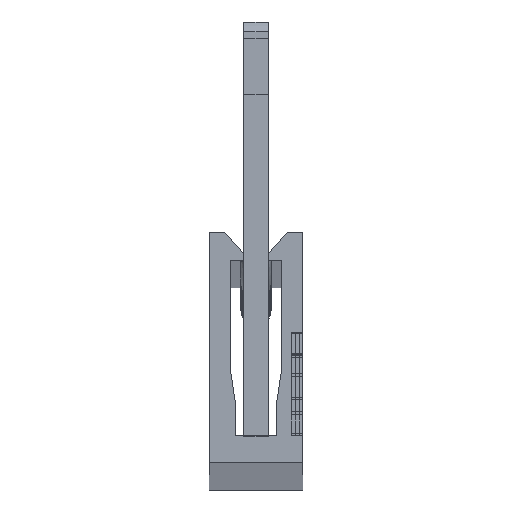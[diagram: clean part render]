
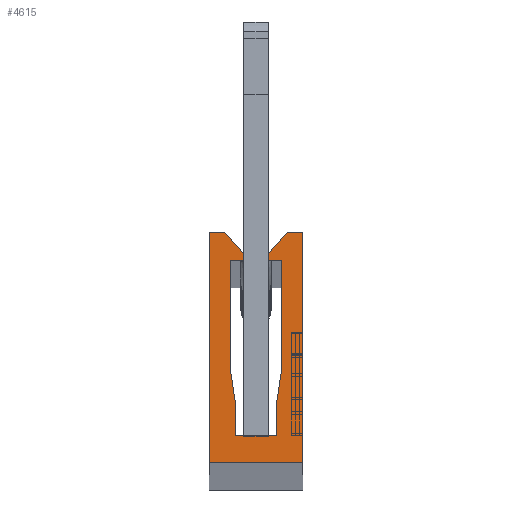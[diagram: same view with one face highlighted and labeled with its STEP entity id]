
A CAD part, top view. The second image highlights one B-rep face of the part: STEP entity #4615.
In plain terms, the highlighted planar face has unit normal (0, 0, 1).
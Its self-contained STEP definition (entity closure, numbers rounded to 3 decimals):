
#2803=DIRECTION('',(0.,1.,0.));
#2804=VECTOR('',#2803,6.7);
#2805=CARTESIAN_POINT('',(1.289,6.122,537.5));
#2806=LINE('',#2805,#2804);
#2817=DIRECTION('',(0.662,-0.749,0.));
#2818=VECTOR('',#2817,1.735);
#2819=CARTESIAN_POINT('',(0.94,14.522,537.5));
#2820=LINE('',#2819,#2818);
#2824=DIRECTION('',(0.146,-0.989,0.));
#2825=VECTOR('',#2824,2.049);
#2826=CARTESIAN_POINT('',(1.289,6.122,537.5));
#2827=LINE('',#2826,#2825);
#2831=DIRECTION('',(0.146,0.989,0.));
#2832=VECTOR('',#2831,2.049);
#2833=CARTESIAN_POINT('',(4.089,4.095,537.5));
#2834=LINE('',#2833,#2832);
#2838=DIRECTION('',(0.662,0.749,0.));
#2839=VECTOR('',#2838,1.735);
#2840=CARTESIAN_POINT('',(3.589,13.222,537.5));
#2841=LINE('',#2840,#2839);
#2852=DIRECTION('',(1.,0.,0.));
#2853=VECTOR('',#2852,5.7);
#2854=CARTESIAN_POINT('',(-0.011,0.522,537.5));
#2855=LINE('',#2854,#2853);
#2873=DIRECTION('',(0.,-1.,0.));
#2874=VECTOR('',#2873,14.);
#2875=CARTESIAN_POINT('',(-0.011,14.522,537.5));
#2876=LINE('',#2875,#2874);
#2894=DIRECTION('',(-1.,0.,0.));
#2895=VECTOR('',#2894,0.951);
#2896=CARTESIAN_POINT('',(0.94,14.522,537.5));
#2897=LINE('',#2896,#2895);
#2929=DIRECTION('',(0.,1.,0.));
#2930=VECTOR('',#2929,0.4);
#2931=CARTESIAN_POINT('',(2.089,12.822,537.5));
#2932=LINE('',#2931,#2930);
#2950=DIRECTION('',(1.,0.,0.));
#2951=VECTOR('',#2950,0.8);
#2952=CARTESIAN_POINT('',(1.289,12.822,537.5));
#2953=LINE('',#2952,#2951);
#3226=DIRECTION('',(0.,1.,0.));
#3227=VECTOR('',#3226,14.);
#3228=CARTESIAN_POINT('',(5.689,0.522,537.5));
#3229=LINE('',#3228,#3227);
#4048=DIRECTION('',(-1.,0.,0.));
#4049=VECTOR('',#4048,0.951);
#4050=CARTESIAN_POINT('',(5.689,14.522,537.5));
#4051=LINE('',#4050,#4049);
#4083=DIRECTION('',(0.,-1.,0.));
#4084=VECTOR('',#4083,0.4);
#4085=CARTESIAN_POINT('',(3.589,13.222,537.5));
#4086=LINE('',#4085,#4084);
#4104=DIRECTION('',(1.,0.,0.));
#4105=VECTOR('',#4104,0.8);
#4106=CARTESIAN_POINT('',(3.589,12.822,537.5));
#4107=LINE('',#4106,#4105);
#4125=DIRECTION('',(0.,-1.,0.));
#4126=VECTOR('',#4125,6.7);
#4127=CARTESIAN_POINT('',(4.389,12.822,537.5));
#4128=LINE('',#4127,#4126);
#4160=DIRECTION('',(0.,-1.,0.));
#4161=VECTOR('',#4160,1.973);
#4162=CARTESIAN_POINT('',(4.089,4.095,537.5));
#4163=LINE('',#4162,#4161);
#4181=DIRECTION('',(-1.,0.,0.));
#4182=VECTOR('',#4181,2.5);
#4183=CARTESIAN_POINT('',(4.089,2.122,537.5));
#4184=LINE('',#4183,#4182);
#4202=DIRECTION('',(0.,1.,0.));
#4203=VECTOR('',#4202,1.973);
#4204=CARTESIAN_POINT('',(1.589,2.122,537.5));
#4205=LINE('',#4204,#4203);
#4216=CARTESIAN_POINT('',(1.289,6.122,537.5));
#4217=CARTESIAN_POINT('',(1.589,4.095,537.5));
#4218=VERTEX_POINT('',#4216);
#4219=VERTEX_POINT('',#4217);
#4220=CARTESIAN_POINT('',(-0.011,0.522,537.5));
#4221=CARTESIAN_POINT('',(5.689,0.522,537.5));
#4222=VERTEX_POINT('',#4220);
#4223=VERTEX_POINT('',#4221);
#4224=CARTESIAN_POINT('',(-0.011,14.522,537.5));
#4225=VERTEX_POINT('',#4224);
#4226=CARTESIAN_POINT('',(0.94,14.522,537.5));
#4227=VERTEX_POINT('',#4226);
#4228=CARTESIAN_POINT('',(2.089,13.222,537.5));
#4229=VERTEX_POINT('',#4228);
#4230=CARTESIAN_POINT('',(2.089,12.822,537.5));
#4231=VERTEX_POINT('',#4230);
#4232=CARTESIAN_POINT('',(1.289,12.822,537.5));
#4233=VERTEX_POINT('',#4232);
#4234=CARTESIAN_POINT('',(1.589,2.122,537.5));
#4235=VERTEX_POINT('',#4234);
#4236=CARTESIAN_POINT('',(4.089,2.122,537.5));
#4237=VERTEX_POINT('',#4236);
#4238=CARTESIAN_POINT('',(4.089,4.095,537.5));
#4239=VERTEX_POINT('',#4238);
#4240=CARTESIAN_POINT('',(4.389,6.122,537.5));
#4241=VERTEX_POINT('',#4240);
#4242=CARTESIAN_POINT('',(4.389,12.822,537.5));
#4243=VERTEX_POINT('',#4242);
#4244=CARTESIAN_POINT('',(3.589,12.822,537.5));
#4245=VERTEX_POINT('',#4244);
#4246=CARTESIAN_POINT('',(3.589,13.222,537.5));
#4247=VERTEX_POINT('',#4246);
#4248=CARTESIAN_POINT('',(4.738,14.522,537.5));
#4249=VERTEX_POINT('',#4248);
#4250=CARTESIAN_POINT('',(5.689,14.522,537.5));
#4251=VERTEX_POINT('',#4250);
#4574=CARTESIAN_POINT('',(0.,0.,537.5));
#4575=DIRECTION('',(0.,0.,-1.));
#4576=DIRECTION('',(-1.,0.,0.));
#4577=AXIS2_PLACEMENT_3D('',#4574,#4575,#4576);
#4578=PLANE('',#4577);
#4580=ORIENTED_EDGE('',*,*,#4579,.F.);
#4582=ORIENTED_EDGE('',*,*,#4581,.F.);
#4584=ORIENTED_EDGE('',*,*,#4583,.F.);
#4586=ORIENTED_EDGE('',*,*,#4585,.T.);
#4588=ORIENTED_EDGE('',*,*,#4587,.F.);
#4590=ORIENTED_EDGE('',*,*,#4589,.F.);
#4591=ORIENTED_EDGE('',*,*,#4560,.F.);
#4592=ORIENTED_EDGE('',*,*,#4489,.T.);
#4594=ORIENTED_EDGE('',*,*,#4593,.F.);
#4596=ORIENTED_EDGE('',*,*,#4595,.F.);
#4598=ORIENTED_EDGE('',*,*,#4597,.F.);
#4600=ORIENTED_EDGE('',*,*,#4599,.T.);
#4602=ORIENTED_EDGE('',*,*,#4601,.F.);
#4604=ORIENTED_EDGE('',*,*,#4603,.F.);
#4606=ORIENTED_EDGE('',*,*,#4605,.F.);
#4608=ORIENTED_EDGE('',*,*,#4607,.T.);
#4610=ORIENTED_EDGE('',*,*,#4609,.F.);
#4612=ORIENTED_EDGE('',*,*,#4611,.F.);
#4613=EDGE_LOOP('',(#4580,#4582,#4584,#4586,#4588,#4590,#4591,#4592,#4594,#4596,
#4598,#4600,#4602,#4604,#4606,#4608,#4610,#4612));
#4614=FACE_OUTER_BOUND('',#4613,.F.);
#4489=EDGE_CURVE('',#4218,#4219,#2827,.T.);
#4560=EDGE_CURVE('',#4218,#4233,#2806,.T.);
#4579=EDGE_CURVE('',#4222,#4223,#2855,.T.);
#4581=EDGE_CURVE('',#4225,#4222,#2876,.T.);
#4583=EDGE_CURVE('',#4227,#4225,#2897,.T.);
#4585=EDGE_CURVE('',#4227,#4229,#2820,.T.);
#4587=EDGE_CURVE('',#4231,#4229,#2932,.T.);
#4589=EDGE_CURVE('',#4233,#4231,#2953,.T.);
#4593=EDGE_CURVE('',#4235,#4219,#4205,.T.);
#4595=EDGE_CURVE('',#4237,#4235,#4184,.T.);
#4597=EDGE_CURVE('',#4239,#4237,#4163,.T.);
#4599=EDGE_CURVE('',#4239,#4241,#2834,.T.);
#4601=EDGE_CURVE('',#4243,#4241,#4128,.T.);
#4603=EDGE_CURVE('',#4245,#4243,#4107,.T.);
#4605=EDGE_CURVE('',#4247,#4245,#4086,.T.);
#4607=EDGE_CURVE('',#4247,#4249,#2841,.T.);
#4609=EDGE_CURVE('',#4251,#4249,#4051,.T.);
#4611=EDGE_CURVE('',#4223,#4251,#3229,.T.);
#4615=ADVANCED_FACE('',(#4614),#4578,.F.);
